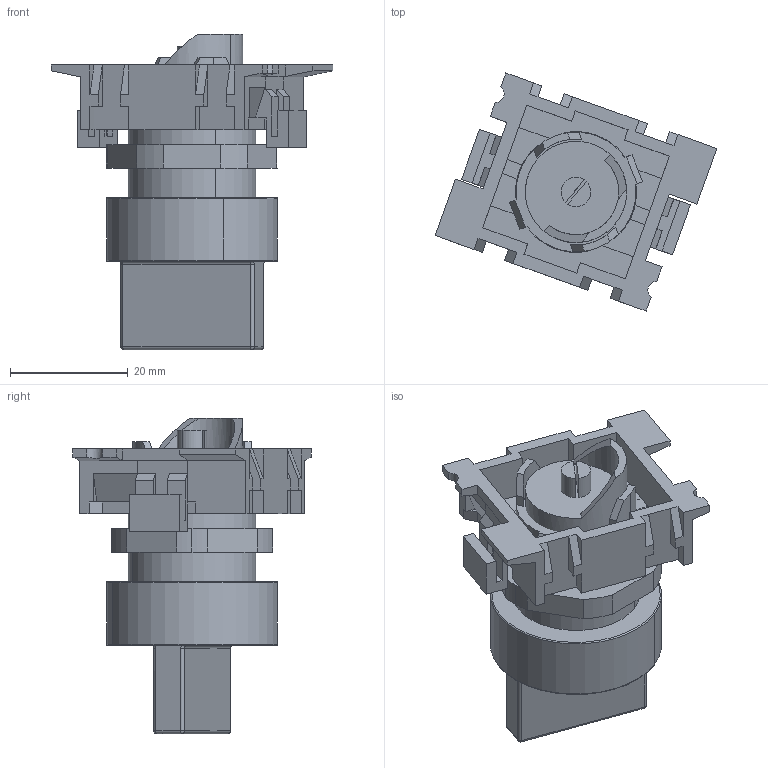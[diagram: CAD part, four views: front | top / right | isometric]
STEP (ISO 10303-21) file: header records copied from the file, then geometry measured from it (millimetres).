
FILE_DESCRIPTION (( 'STEP AP214' ), '1' );
FILE_NAME ('08_543_0.STEP', '2016-01-04T15:51:53', ( '' ), ( '' ), 'SwSTEP 2.0', 'SolidWorks 2016', '' );
FILE_SCHEMA (( 'AUTOMOTIVE_DESIGN' ));
Length unit declared in the file: millimetre
Products named in the file (1): 08_543_0
Bounding box: 47.77 x 40.38 x 53.5 mm (x, y, z)
Volume: 18405.7 mm3; surface area: 16521.3 mm2
Topology: 5 solids, 5 shells, 326 faces, 883 edges, 572 vertices
Faces by surface type: plane 245, cylinder 67, torus 10, sphere 4
Entity records: 13817 total; most frequent: CARTESIAN_POINT 1861, ORIENTED_EDGE 1758, DIRECTION 1683, EDGE_CURVE 879, VECTOR 685, LINE 685, VERTEX_POINT 571, AXIS2_PLACEMENT_3D 499
